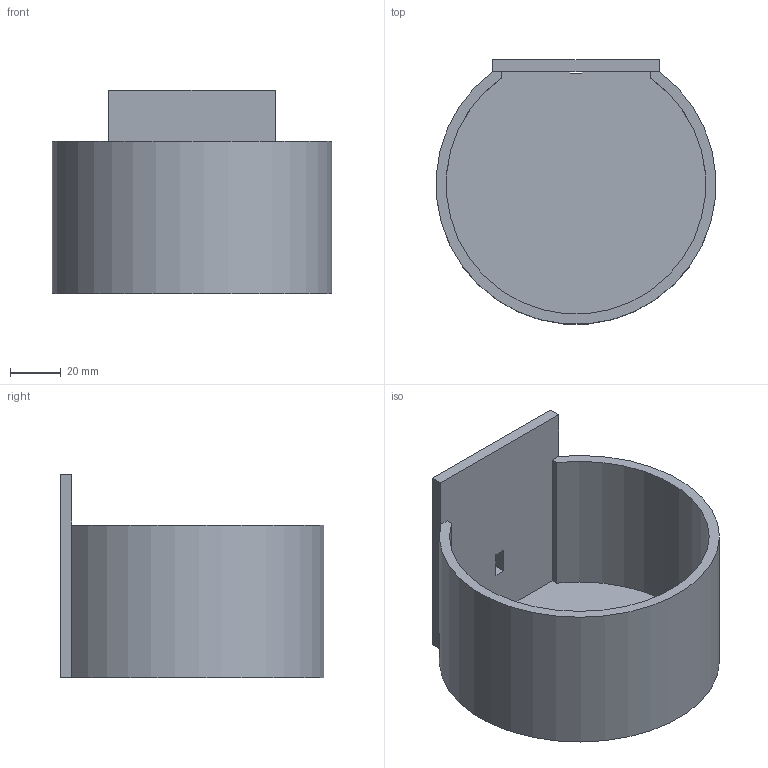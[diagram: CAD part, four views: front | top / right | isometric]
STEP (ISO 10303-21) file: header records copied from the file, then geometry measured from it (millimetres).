
FILE_DESCRIPTION(('FreeCAD Model'),'2;1');
FILE_NAME('Open CASCADE Shape Model','2026-01-07T16:51:42',(''),(''), 'Open CASCADE STEP processor 7.9','FreeCAD','Unknown');
FILE_SCHEMA(('AUTOMOTIVE_DESIGN { 1 0 10303 214 1 1 1 1 }'));
Length unit declared in the file: millimetre
Products named in the file (1): Body
Bounding box: 109.74 x 103.57 x 80 mm (x, y, z)
Volume: 104233.4 mm3; surface area: 61160.4 mm2
Topology: 1 solids, 1 shells, 20 faces, 58 edges, 38 vertices
Faces by surface type: plane 18, cylinder 2
Entity records: 680 total; most frequent: CARTESIAN_POINT 117, ORIENTED_EDGE 116, DIRECTION 104, EDGE_CURVE 58, LINE 54, VECTOR 54, VERTEX_POINT 38, AXIS2_PLACEMENT_3D 25
